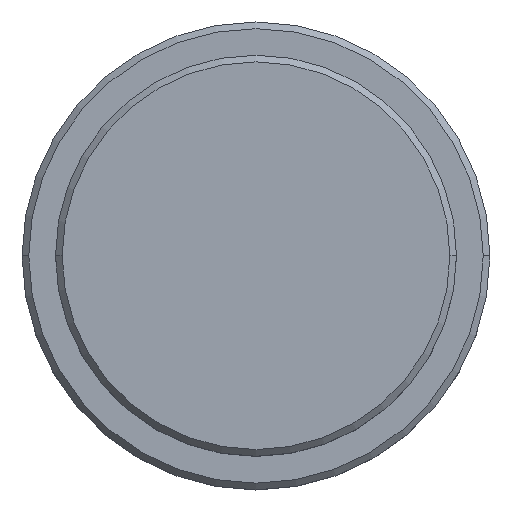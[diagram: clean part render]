
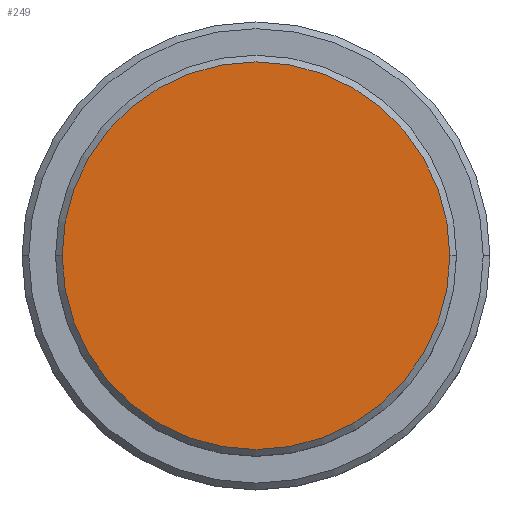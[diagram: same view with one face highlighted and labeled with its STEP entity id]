
A CAD part, top view. The second image highlights one B-rep face of the part: STEP entity #249.
In plain terms, the highlighted planar face has unit normal (0, 0, 1).
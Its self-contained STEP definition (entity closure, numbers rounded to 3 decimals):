
#83 = AXIS2_PLACEMENT_3D ( 'NONE', #1274, #1040, #514 ) ;
#131 = CARTESIAN_POINT ( 'NONE',  ( 0., 0., 0. ) ) ;
#202 = CIRCLE ( 'NONE', #83, 14.5 ) ;
#205 = ORIENTED_EDGE ( 'NONE', *, *, #224, .T. ) ;
#221 = DIRECTION ( 'NONE',  ( 1., 0., 0. ) ) ;
#224 = EDGE_CURVE ( 'NONE', #1364, #420, #460, .T. ) ;
#249 = ADVANCED_FACE ( 'NONE', ( #252 ), #495, .T. ) ;
#252 = FACE_OUTER_BOUND ( 'NONE', #747, .T. ) ;
#280 = CARTESIAN_POINT ( 'NONE',  ( 14.5, 0., 0. ) ) ;
#335 = CARTESIAN_POINT ( 'NONE',  ( 0., 0., 0. ) ) ;
#336 = CARTESIAN_POINT ( 'NONE',  ( -14.5, 0., 0. ) ) ;
#420 = VERTEX_POINT ( 'NONE', #280 ) ;
#460 = CIRCLE ( 'NONE', #1386, 14.5 ) ;
#495 = PLANE ( 'NONE',  #822 ) ;
#514 = DIRECTION ( 'NONE',  ( 1., 0., 0. ) ) ;
#610 = ORIENTED_EDGE ( 'NONE', *, *, #729, .T. ) ;
#729 = EDGE_CURVE ( 'NONE', #420, #1364, #202, .T. ) ;
#747 = EDGE_LOOP ( 'NONE', ( #205, #610 ) ) ;
#822 = AXIS2_PLACEMENT_3D ( 'NONE', #131, #1126, #1341 ) ;
#1040 = DIRECTION ( 'NONE',  ( 0., 0., 1. ) ) ;
#1126 = DIRECTION ( 'NONE',  ( 0., 0., 1. ) ) ;
#1197 = DIRECTION ( 'NONE',  ( 0., 0., 1. ) ) ;
#1274 = CARTESIAN_POINT ( 'NONE',  ( 0., 0., 0. ) ) ;
#1341 = DIRECTION ( 'NONE',  ( 1., 0., 0. ) ) ;
#1364 = VERTEX_POINT ( 'NONE', #336 ) ;
#1386 = AXIS2_PLACEMENT_3D ( 'NONE', #335, #1197, #221 ) ;
